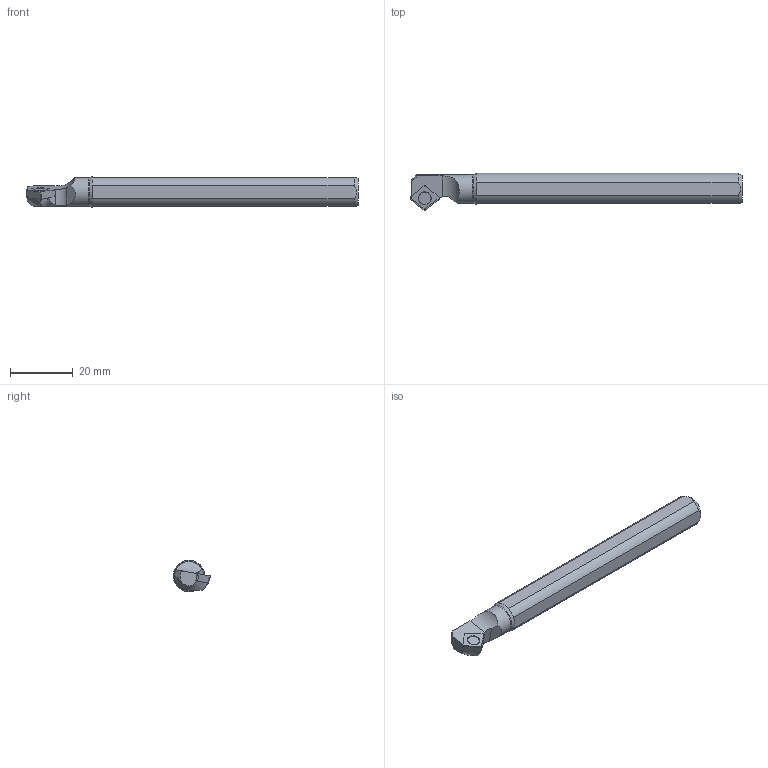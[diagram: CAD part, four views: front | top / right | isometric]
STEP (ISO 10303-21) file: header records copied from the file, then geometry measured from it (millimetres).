
FILE_DESCRIPTION(/* description */ (''),/* implementation_level */ '2;1');
FILE_NAME(/* name */ 'S10HSCXCR06_SIM.stp',/* time_stamp */ '2022-03-14T14:24:18+01:00',/* author */ (''),/* organization */ (''),/* preprocessor_version */ 'ST-DEVELOPER v16.7',/* originating_system */ 'SIEMENS PLM Software NX 12.0',/* authorisation */ '');
FILE_SCHEMA (('AUTOMOTIVE_DESIGN { 1 0 10303 214 3 1 1 1 }'));
Length unit declared in the file: millimetre
Products named in the file (1): model1
Bounding box: 105.67 x 11.86 x 10 mm (x, y, z)
Volume: 7360.7 mm3; surface area: 3418 mm2
Topology: 2 solids, 2 shells, 45 faces, 110 edges, 70 vertices
Faces by surface type: plane 20, cone 11, cylinder 8, torus 6
Full cylindrical faces by diameter (mm): 2.8 x1, 4.1 x1, 9.2 x1
Entity records: 1446 total; most frequent: CARTESIAN_POINT 415, DIRECTION 212, ORIENTED_EDGE 194, EDGE_CURVE 97, AXIS2_PLACEMENT_3D 89, VERTEX_POINT 66, EDGE_LOOP 57, ADVANCED_FACE 45
